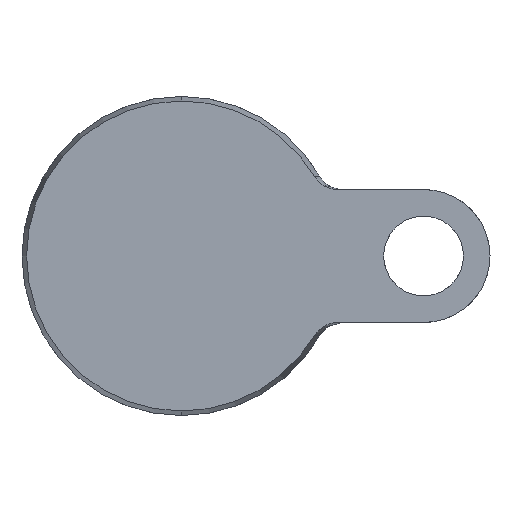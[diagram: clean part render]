
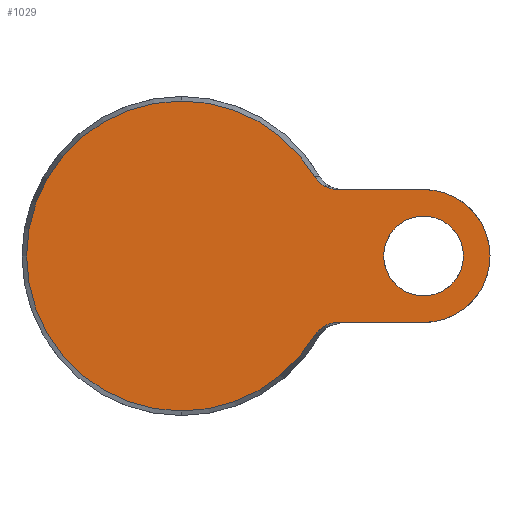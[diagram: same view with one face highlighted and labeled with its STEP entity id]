
A CAD part, front view. The second image highlights one B-rep face of the part: STEP entity #1029.
In plain terms, the highlighted planar face has unit normal (0, -1, 0).
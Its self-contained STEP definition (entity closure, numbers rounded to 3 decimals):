
#25 = EDGE_CURVE ( 'NONE', #1003, #1545, #519, .T. ) ;
#26 = DIRECTION ( 'NONE',  ( 0., -1., 0. ) ) ;
#40 = CARTESIAN_POINT ( 'NONE',  ( 26.495, 0., 13.38 ) ) ;
#44 = VERTEX_POINT ( 'NONE', #142 ) ;
#49 = CARTESIAN_POINT ( 'NONE',  ( 26.862, 0., -13.142 ) ) ;
#50 = CARTESIAN_POINT ( 'NONE',  ( 27.659, 0., 12.79 ) ) ;
#53 = EDGE_CURVE ( 'NONE', #1274, #1125, #652, .T. ) ;
#60 = DIRECTION ( 'NONE',  ( 0., 0., 1. ) ) ;
#82 = CARTESIAN_POINT ( 'NONE',  ( 28.503, 0., -12.556 ) ) ;
#94 = CARTESIAN_POINT ( 'NONE',  ( 45.5, 0., 7.5 ) ) ;
#96 = CARTESIAN_POINT ( 'NONE',  ( 25.011, 0., 14.959 ) ) ;
#108 = ORIENTED_EDGE ( 'NONE', *, *, #53, .F. ) ;
#124 = CARTESIAN_POINT ( 'NONE',  ( 28.933, 0., -12.5 ) ) ;
#142 = CARTESIAN_POINT ( 'NONE',  ( 45.5, 0., -7.5 ) ) ;
#150 = CARTESIAN_POINT ( 'NONE',  ( 26.146, 0., -13.64 ) ) ;
#161 = CARTESIAN_POINT ( 'NONE',  ( 27.869, 0., 12.721 ) ) ;
#181 = EDGE_CURVE ( 'NONE', #343, #44, #465, .T. ) ;
#186 = ORIENTED_EDGE ( 'NONE', *, *, #1519, .T. ) ;
#188 = FACE_BOUND ( 'NONE', #373, .T. ) ;
#211 = AXIS2_PLACEMENT_3D ( 'NONE', #875, #26, #773 ) ;
#226 = ORIENTED_EDGE ( 'NONE', *, *, #293, .F. ) ;
#239 = VERTEX_POINT ( 'NONE', #1304 ) ;
#247 = ORIENTED_EDGE ( 'NONE', *, *, #1101, .T. ) ;
#254 = VERTEX_POINT ( 'NONE', #1557 ) ;
#259 = DIRECTION ( 'NONE',  ( -1., 0., 0. ) ) ;
#271 = B_SPLINE_CURVE_WITH_KNOTS ( 'NONE', 3,
 ( #289, #1283, #807, #161, #50, #674, #932, #1156, #40, #548, #1177, #554, #1430, #96 ),
 .UNSPECIFIED., .F., .F.,
 ( 4, 2, 2, 2, 2, 2, 4 ),
 ( 0., 0.001, 0.002, 0.003, 0.003, 0.004, 0.005 ),
 .UNSPECIFIED. ) ;
#289 = CARTESIAN_POINT ( 'NONE',  ( 29.374, 0., 12.5 ) ) ;
#293 = EDGE_CURVE ( 'NONE', #1125, #953, #1296, .T. ) ;
#343 = VERTEX_POINT ( 'NONE', #94 ) ;
#371 = AXIS2_PLACEMENT_3D ( 'NONE', #438, #1290, #60 ) ;
#373 = EDGE_LOOP ( 'NONE', ( #1227, #1515 ) ) ;
#390 = CIRCLE ( 'NONE', #656, 29.143 ) ;
#421 = DIRECTION ( 'NONE',  ( 0., -1., 0. ) ) ;
#422 = B_SPLINE_CURVE_WITH_KNOTS ( 'NONE', 3,
 ( #1566, #537, #781, #1148, #150, #798, #49, #431, #870, #1586, #82, #124, #828 ),
 .UNSPECIFIED., .F., .F.,
 ( 4, 2, 2, 1, 2, 2, 4 ),
 ( 0., 0.001, 0.002, 0.003, 0.003, 0.004, 0.005 ),
 .UNSPECIFIED. ) ;
#431 = CARTESIAN_POINT ( 'NONE',  ( 27.255, 0., -12.953 ) ) ;
#438 = CARTESIAN_POINT ( 'NONE',  ( 45.5, 0., 0. ) ) ;
#444 = DIRECTION ( 'NONE',  ( 0., 1., 0. ) ) ;
#453 = DIRECTION ( 'NONE',  ( 0., 1., 0. ) ) ;
#465 = CIRCLE ( 'NONE', #1375, 7.5 ) ;
#519 = CIRCLE ( 'NONE', #1131, 29.143 ) ;
#521 = LINE ( 'NONE', #740, #891 ) ;
#537 = CARTESIAN_POINT ( 'NONE',  ( 25.237, 0., -14.58 ) ) ;
#548 = CARTESIAN_POINT ( 'NONE',  ( 26.144, 0., 13.642 ) ) ;
#551 = CARTESIAN_POINT ( 'NONE',  ( 45.5, 0., 0. ) ) ;
#554 = CARTESIAN_POINT ( 'NONE',  ( 25.507, 0., 14.24 ) ) ;
#569 = FACE_OUTER_BOUND ( 'NONE', #1107, .T. ) ;
#580 = VERTEX_POINT ( 'NONE', #1244 ) ;
#599 = AXIS2_PLACEMENT_3D ( 'NONE', #551, #444, #1295 ) ;
#604 = CARTESIAN_POINT ( 'NONE',  ( 45.5, 0., 12.5 ) ) ;
#611 = ORIENTED_EDGE ( 'NONE', *, *, #1355, .T. ) ;
#652 = LINE ( 'NONE', #764, #1265 ) ;
#656 = AXIS2_PLACEMENT_3D ( 'NONE', #1154, #421, #1413 ) ;
#674 = CARTESIAN_POINT ( 'NONE',  ( 27.253, 0., 12.954 ) ) ;
#689 = CARTESIAN_POINT ( 'NONE',  ( 25.011, 0., 14.959 ) ) ;
#740 = CARTESIAN_POINT ( 'NONE',  ( 15., 0., -12.5 ) ) ;
#760 = CARTESIAN_POINT ( 'NONE',  ( 45.5, 0., -12.5 ) ) ;
#764 = CARTESIAN_POINT ( 'NONE',  ( 15., 0., 12.5 ) ) ;
#773 = DIRECTION ( 'NONE',  ( 0., 0., -1. ) ) ;
#781 = CARTESIAN_POINT ( 'NONE',  ( 25.508, 0., -14.24 ) ) ;
#792 = DIRECTION ( 'NONE',  ( 0., 1., 0. ) ) ;
#798 = CARTESIAN_POINT ( 'NONE',  ( 26.497, 0., -13.379 ) ) ;
#799 = PLANE ( 'NONE',  #841 ) ;
#807 = CARTESIAN_POINT ( 'NONE',  ( 28.502, 0., 12.556 ) ) ;
#828 = CARTESIAN_POINT ( 'NONE',  ( 29.374, 0., -12.5 ) ) ;
#841 = AXIS2_PLACEMENT_3D ( 'NONE', #1544, #792, #1554 ) ;
#864 = DIRECTION ( 'NONE',  ( 0., 0., -1. ) ) ;
#870 = CARTESIAN_POINT ( 'NONE',  ( 27.662, 0., -12.789 ) ) ;
#875 = CARTESIAN_POINT ( 'NONE',  ( 0., 0., 0. ) ) ;
#884 = CARTESIAN_POINT ( 'NONE',  ( 29.374, 0., 12.5 ) ) ;
#891 = VECTOR ( 'NONE', #259, 1000. ) ;
#916 = CIRCLE ( 'NONE', #211, 29.143 ) ;
#932 = CARTESIAN_POINT ( 'NONE',  ( 27.057, 0., 13.048 ) ) ;
#953 = VERTEX_POINT ( 'NONE', #760 ) ;
#1003 = VERTEX_POINT ( 'NONE', #689 ) ;
#1029 = ADVANCED_FACE ( 'NONE', ( #569, #188 ), #799, .F. ) ;
#1063 = CARTESIAN_POINT ( 'NONE',  ( 45.5, 0., 0. ) ) ;
#1101 = EDGE_CURVE ( 'NONE', #1274, #1003, #271, .T. ) ;
#1107 = EDGE_LOOP ( 'NONE', ( #108, #247, #1424, #611, #1582, #186, #1190, #226 ) ) ;
#1119 = CIRCLE ( 'NONE', #371, 7.5 ) ;
#1120 = DIRECTION ( 'NONE',  ( 0., -1., 0. ) ) ;
#1125 = VERTEX_POINT ( 'NONE', #604 ) ;
#1131 = AXIS2_PLACEMENT_3D ( 'NONE', #1372, #1120, #864 ) ;
#1148 = CARTESIAN_POINT ( 'NONE',  ( 25.977, 0., -13.784 ) ) ;
#1154 = CARTESIAN_POINT ( 'NONE',  ( 0., 0., 0. ) ) ;
#1156 = CARTESIAN_POINT ( 'NONE',  ( 26.678, 0., 13.261 ) ) ;
#1177 = CARTESIAN_POINT ( 'NONE',  ( 25.976, 0., 13.785 ) ) ;
#1190 = ORIENTED_EDGE ( 'NONE', *, *, #1291, .F. ) ;
#1227 = ORIENTED_EDGE ( 'NONE', *, *, #1402, .T. ) ;
#1244 = CARTESIAN_POINT ( 'NONE',  ( 25.011, 0., -14.959 ) ) ;
#1265 = VECTOR ( 'NONE', #1392, 1000. ) ;
#1274 = VERTEX_POINT ( 'NONE', #884 ) ;
#1283 = CARTESIAN_POINT ( 'NONE',  ( 28.933, 0., 12.5 ) ) ;
#1290 = DIRECTION ( 'NONE',  ( 0., 1., 0. ) ) ;
#1291 = EDGE_CURVE ( 'NONE', #953, #239, #521, .T. ) ;
#1295 = DIRECTION ( 'NONE',  ( 0., 0., -1. ) ) ;
#1296 = CIRCLE ( 'NONE', #599, 12.5 ) ;
#1304 = CARTESIAN_POINT ( 'NONE',  ( 29.374, 0., -12.5 ) ) ;
#1312 = DIRECTION ( 'NONE',  ( 0., 0., 1. ) ) ;
#1355 = EDGE_CURVE ( 'NONE', #1545, #254, #916, .T. ) ;
#1371 = CARTESIAN_POINT ( 'NONE',  ( 0., 0., 29.143 ) ) ;
#1372 = CARTESIAN_POINT ( 'NONE',  ( 0., 0., 0. ) ) ;
#1375 = AXIS2_PLACEMENT_3D ( 'NONE', #1063, #453, #1312 ) ;
#1392 = DIRECTION ( 'NONE',  ( 1., 0., 0. ) ) ;
#1402 = EDGE_CURVE ( 'NONE', #44, #343, #1119, .T. ) ;
#1413 = DIRECTION ( 'NONE',  ( 0., 0., -1. ) ) ;
#1424 = ORIENTED_EDGE ( 'NONE', *, *, #25, .T. ) ;
#1430 = CARTESIAN_POINT ( 'NONE',  ( 25.237, 0., 14.58 ) ) ;
#1457 = EDGE_CURVE ( 'NONE', #254, #580, #390, .T. ) ;
#1515 = ORIENTED_EDGE ( 'NONE', *, *, #181, .T. ) ;
#1519 = EDGE_CURVE ( 'NONE', #580, #239, #422, .T. ) ;
#1544 = CARTESIAN_POINT ( 'NONE',  ( -29.143, 0., 0. ) ) ;
#1545 = VERTEX_POINT ( 'NONE', #1371 ) ;
#1554 = DIRECTION ( 'NONE',  ( 0., 0., 1. ) ) ;
#1557 = CARTESIAN_POINT ( 'NONE',  ( 0., 0., -29.143 ) ) ;
#1566 = CARTESIAN_POINT ( 'NONE',  ( 25.011, 0., -14.959 ) ) ;
#1582 = ORIENTED_EDGE ( 'NONE', *, *, #1457, .T. ) ;
#1586 = CARTESIAN_POINT ( 'NONE',  ( 27.871, 0., -12.72 ) ) ;
